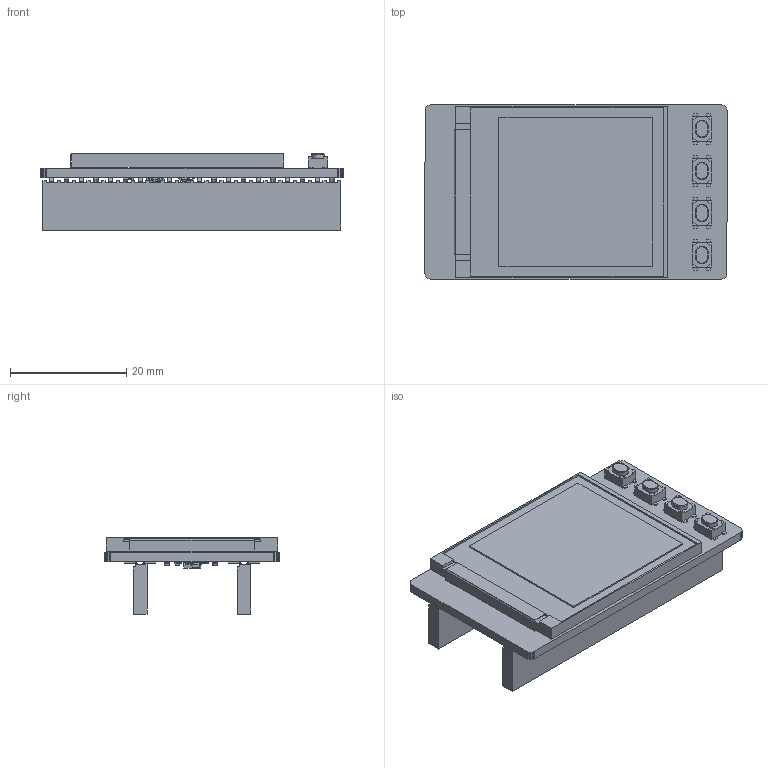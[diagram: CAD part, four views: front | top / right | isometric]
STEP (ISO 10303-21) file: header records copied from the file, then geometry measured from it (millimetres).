
FILE_DESCRIPTION((''),'2;1');
FILE_NAME('PICO-LCD-1_44_ASM','2024-01-29T18:08:12',('xiaojisheng'),(''),'CREO PARAMETRIC BY PTC INC, 2021063','CREO PARAMETRIC BY PTC INC, 2021063','');
FILE_SCHEMA(('CONFIG_CONTROL_DESIGN','SHAPE_APPEARANCE_LAYERS_GROUPS'));
Length unit declared in the file: millimetre
Products named in the file (24): BOARD; SW3DPS-SOT-23-5-DEFAULT; U2_ASM; CAPC1608_0603_; C1_ASM; C5_ASM; C6_ASM; C7_ASM; ALSROBOT-SOT23; Q1_ASM; RESC1608_0603_; R1_ASM; R2_ASM; R3_ASM; R12_ASM; R13_ASM; R14_ASM; R15_ASM; R16_ASM; PCB_ASM; 1_44INCH-128X128-LCD; BUTTON-3X4X2_5MM-SMT; HEADER-M-2_54X20XH8_5; PICO-LCD-1_44_ASM
Assembly tree (37 placements, depth 4):
  PICO-LCD-1_44_ASM
    PCB_ASM
      BOARD
      U2_ASM
        SW3DPS-SOT-23-5-DEFAULT
      C1_ASM
        CAPC1608_0603_
      C5_ASM
        CAPC1608_0603_
      C6_ASM
        CAPC1608_0603_
      C7_ASM
        CAPC1608_0603_
      Q1_ASM
        ALSROBOT-SOT23
      R1_ASM
        RESC1608_0603_
      R2_ASM
        RESC1608_0603_
      R3_ASM
        RESC1608_0603_
      R12_ASM
        RESC1608_0603_
      R13_ASM
        RESC1608_0603_
      R14_ASM
        RESC1608_0603_
      R15_ASM
        RESC1608_0603_
      R16_ASM
        RESC1608_0603_
    1_44INCH-128X128-LCD
    BUTTON-3X4X2_5MM-SMT  x4
    HEADER-M-2_54X20XH8_5  x2
Bounding box: 52.02 x 30.02 x 13.1 mm (x, y, z)
Volume: 6689.2 mm3; surface area: 10523 mm2
Topology: 23 solids, 23 shells, 2100 faces, 5281 edges, 3224 vertices
Faces by surface type: plane 1598, cylinder 392, sphere 96, torus 8, extrusion 6
Entity records: 36179 total; most frequent: CARTESIAN_POINT 4941, ORIENTED_EDGE 4746, DIRECTION 4611, PRESENTATION_STYLE_ASSIGNMENT 2481, STYLED_ITEM 2382, CURVE_STYLE 2373, EDGE_CURVE 2373, VECTOR 2141
